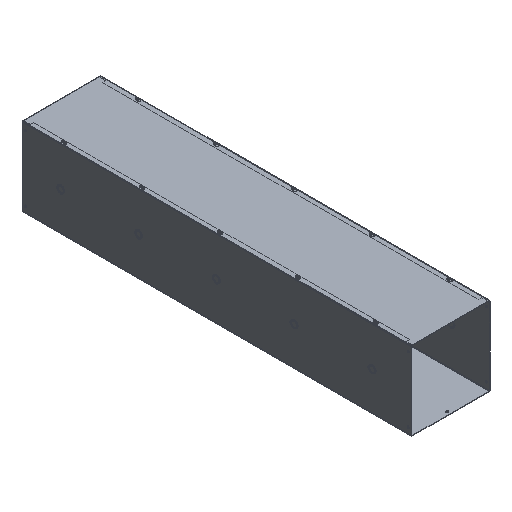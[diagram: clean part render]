
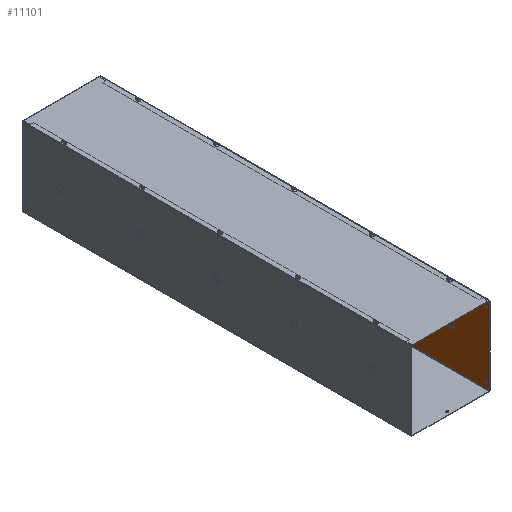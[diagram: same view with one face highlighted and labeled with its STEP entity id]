
A CAD part, isometric view. The second image highlights one B-rep face of the part: STEP entity #11101.
In plain terms, the highlighted planar face has unit normal (-1, 0, 0).
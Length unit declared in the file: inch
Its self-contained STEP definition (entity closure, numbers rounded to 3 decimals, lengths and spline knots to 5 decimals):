
#560 = VERTEX_POINT ( 'NONE', #23130 ) ;
#837 = LINE ( 'NONE', #19621, #26713 ) ;
#906 = VERTEX_POINT ( 'NONE', #20882 ) ;
#1119 = ORIENTED_EDGE ( 'NONE', *, *, #16039, .F. ) ;
#1169 = CARTESIAN_POINT ( 'NONE',  ( 6., 29.5, 1.133 ) ) ;
#1476 = AXIS2_PLACEMENT_3D ( 'NONE', #6839, #12648, #8779 ) ;
#1500 = CARTESIAN_POINT ( 'NONE',  ( 6., -30., 0.108 ) ) ;
#2125 = CARTESIAN_POINT ( 'NONE',  ( 6., -30., 11.964 ) ) ;
#2350 = ORIENTED_EDGE ( 'NONE', *, *, #7050, .T. ) ;
#2660 = FACE_BOUND ( 'NONE', #26441, .T. ) ;
#2734 = CARTESIAN_POINT ( 'NONE',  ( 6., 29.5, 11.072 ) ) ;
#2765 = CARTESIAN_POINT ( 'NONE',  ( 6., 30., 11.964 ) ) ;
#2801 = EDGE_CURVE ( 'NONE', #16303, #10215, #20760, .T. ) ;
#2884 = VERTEX_POINT ( 'NONE', #10566 ) ;
#2888 = DIRECTION ( 'NONE',  ( 0., 0., -1. ) ) ;
#3315 = DIRECTION ( 'NONE',  ( 0., -1., 0. ) ) ;
#3485 = CARTESIAN_POINT ( 'NONE',  ( 6., -29.5, 1.133 ) ) ;
#3494 = ORIENTED_EDGE ( 'NONE', *, *, #7071, .F. ) ;
#3907 = DIRECTION ( 'NONE',  ( 0., -1., 0. ) ) ;
#4114 = CIRCLE ( 'NONE', #1476, 0.133 ) ;
#4364 = EDGE_CURVE ( 'NONE', #9396, #8211, #837, .T. ) ;
#4429 = ORIENTED_EDGE ( 'NONE', *, *, #20334, .F. ) ;
#5059 = VECTOR ( 'NONE', #3907, 39.37008 ) ;
#5442 = VERTEX_POINT ( 'NONE', #3485 ) ;
#6030 = AXIS2_PLACEMENT_3D ( 'NONE', #19370, #8759, #17696 ) ;
#6073 = VECTOR ( 'NONE', #7309, 39.37008 ) ;
#6077 = CIRCLE ( 'NONE', #10509, 0.133 ) ;
#6627 = CARTESIAN_POINT ( 'NONE',  ( 6., 29.5, 11.205 ) ) ;
#6839 = CARTESIAN_POINT ( 'NONE',  ( 6., -29.5, 1. ) ) ;
#7050 = EDGE_CURVE ( 'NONE', #16303, #9396, #17784, .T. ) ;
#7071 = EDGE_CURVE ( 'NONE', #16248, #13385, #12249, .T. ) ;
#7228 = CIRCLE ( 'NONE', #23096, 0.133 ) ;
#7309 = DIRECTION ( 'NONE',  ( 0., 0., -1. ) ) ;
#7722 = DIRECTION ( 'NONE',  ( -1., 0., 0. ) ) ;
#8123 = CIRCLE ( 'NONE', #14751, 0.133 ) ;
#8211 = VERTEX_POINT ( 'NONE', #1500 ) ;
#8506 = EDGE_CURVE ( 'NONE', #24623, #2884, #6077, .T. ) ;
#8759 = DIRECTION ( 'NONE',  ( 1., 0., 0. ) ) ;
#8779 = DIRECTION ( 'NONE',  ( 0., 0., -1. ) ) ;
#9043 = VERTEX_POINT ( 'NONE', #1169 ) ;
#9253 = CARTESIAN_POINT ( 'NONE',  ( 6., 30., 0.072 ) ) ;
#9325 = DIRECTION ( 'NONE',  ( 0., 0., 1. ) ) ;
#9344 = EDGE_LOOP ( 'NONE', ( #2350, #20994, #21288, #16305 ) ) ;
#9396 = VERTEX_POINT ( 'NONE', #24839 ) ;
#9605 = DIRECTION ( 'NONE',  ( -1., 0., 0. ) ) ;
#9658 = ORIENTED_EDGE ( 'NONE', *, *, #20066, .F. ) ;
#9964 = CARTESIAN_POINT ( 'NONE',  ( 6., -30., 11.964 ) ) ;
#10215 = VERTEX_POINT ( 'NONE', #9964 ) ;
#10509 = AXIS2_PLACEMENT_3D ( 'NONE', #2734, #19585, #15447 ) ;
#10566 = CARTESIAN_POINT ( 'NONE',  ( 6., 29.5, 10.939 ) ) ;
#11101 = ADVANCED_FACE ( 'NONE', ( #25721, #21602, #11231, #2660, #15094 ), #15243, .F. ) ;
#11231 = FACE_BOUND ( 'NONE', #16361, .T. ) ;
#12249 = CIRCLE ( 'NONE', #25936, 0.133 ) ;
#12335 = ORIENTED_EDGE ( 'NONE', *, *, #21238, .F. ) ;
#12500 = AXIS2_PLACEMENT_3D ( 'NONE', #14607, #7722, #14192 ) ;
#12648 = DIRECTION ( 'NONE',  ( -1., 0., 0. ) ) ;
#13297 = CARTESIAN_POINT ( 'NONE',  ( 6., -29.5, 10.939 ) ) ;
#13385 = VERTEX_POINT ( 'NONE', #13297 ) ;
#14133 = ORIENTED_EDGE ( 'NONE', *, *, #8506, .F. ) ;
#14192 = DIRECTION ( 'NONE',  ( 0., 0., -1. ) ) ;
#14607 = CARTESIAN_POINT ( 'NONE',  ( 6., -29.5, 1. ) ) ;
#14751 = AXIS2_PLACEMENT_3D ( 'NONE', #22053, #19301, #16108 ) ;
#14793 = DIRECTION ( 'NONE',  ( 0., 0., -1. ) ) ;
#14932 = CARTESIAN_POINT ( 'NONE',  ( 6., -29.5, 11.072 ) ) ;
#15094 = FACE_BOUND ( 'NONE', #22835, .T. ) ;
#15243 = PLANE ( 'NONE',  #6030 ) ;
#15447 = DIRECTION ( 'NONE',  ( 0., 0., -1. ) ) ;
#15551 = CARTESIAN_POINT ( 'NONE',  ( 6., 29.5, 1. ) ) ;
#15736 = CARTESIAN_POINT ( 'NONE',  ( 6., -29.5, 11.072 ) ) ;
#16039 = EDGE_CURVE ( 'NONE', #13385, #16248, #24313, .T. ) ;
#16108 = DIRECTION ( 'NONE',  ( 0., 0., -1. ) ) ;
#16248 = VERTEX_POINT ( 'NONE', #19341 ) ;
#16303 = VERTEX_POINT ( 'NONE', #2765 ) ;
#16305 = ORIENTED_EDGE ( 'NONE', *, *, #2801, .F. ) ;
#16343 = DIRECTION ( 'NONE',  ( 0., 0., -1. ) ) ;
#16361 = EDGE_LOOP ( 'NONE', ( #4429, #25895 ) ) ;
#16587 = DIRECTION ( 'NONE',  ( -1., 0., 0. ) ) ;
#16743 = ORIENTED_EDGE ( 'NONE', *, *, #17453, .F. ) ;
#17284 = EDGE_CURVE ( 'NONE', #5442, #560, #26167, .T. ) ;
#17453 = EDGE_CURVE ( 'NONE', #906, #9043, #7228, .T. ) ;
#17696 = DIRECTION ( 'NONE',  ( 0., 0., -1. ) ) ;
#17784 = LINE ( 'NONE', #9253, #6073 ) ;
#19301 = DIRECTION ( 'NONE',  ( -1., 0., 0. ) ) ;
#19341 = CARTESIAN_POINT ( 'NONE',  ( 6., -29.5, 11.205 ) ) ;
#19370 = CARTESIAN_POINT ( 'NONE',  ( 6., -30., 0.0625 ) ) ;
#19538 = CIRCLE ( 'NONE', #24812, 0.133 ) ;
#19585 = DIRECTION ( 'NONE',  ( -1., 0., 0. ) ) ;
#19621 = CARTESIAN_POINT ( 'NONE',  ( 6., 30., 0.108 ) ) ;
#19901 = AXIS2_PLACEMENT_3D ( 'NONE', #14932, #16587, #14793 ) ;
#20066 = EDGE_CURVE ( 'NONE', #9043, #906, #19538, .T. ) ;
#20231 = CARTESIAN_POINT ( 'NONE',  ( 6., 29.5, 1. ) ) ;
#20334 = EDGE_CURVE ( 'NONE', #560, #5442, #4114, .T. ) ;
#20760 = LINE ( 'NONE', #2125, #5059 ) ;
#20882 = CARTESIAN_POINT ( 'NONE',  ( 6., 29.5, 0.867 ) ) ;
#20994 = ORIENTED_EDGE ( 'NONE', *, *, #4364, .T. ) ;
#21238 = EDGE_CURVE ( 'NONE', #2884, #24623, #8123, .T. ) ;
#21288 = ORIENTED_EDGE ( 'NONE', *, *, #22553, .T. ) ;
#21602 = FACE_BOUND ( 'NONE', #25384, .T. ) ;
#21904 = LINE ( 'NONE', #25760, #22952 ) ;
#22053 = CARTESIAN_POINT ( 'NONE',  ( 6., 29.5, 11.072 ) ) ;
#22553 = EDGE_CURVE ( 'NONE', #8211, #10215, #21904, .T. ) ;
#22835 = EDGE_LOOP ( 'NONE', ( #16743, #9658 ) ) ;
#22952 = VECTOR ( 'NONE', #9325, 39.37008 ) ;
#23096 = AXIS2_PLACEMENT_3D ( 'NONE', #20231, #9605, #16343 ) ;
#23130 = CARTESIAN_POINT ( 'NONE',  ( 6., -29.5, 0.867 ) ) ;
#23972 = DIRECTION ( 'NONE',  ( 0., 0., -1. ) ) ;
#24240 = DIRECTION ( 'NONE',  ( -1., 0., 0. ) ) ;
#24313 = CIRCLE ( 'NONE', #19901, 0.133 ) ;
#24623 = VERTEX_POINT ( 'NONE', #6627 ) ;
#24812 = AXIS2_PLACEMENT_3D ( 'NONE', #15551, #24240, #23972 ) ;
#24839 = CARTESIAN_POINT ( 'NONE',  ( 6., 30., 0.108 ) ) ;
#25384 = EDGE_LOOP ( 'NONE', ( #1119, #3494 ) ) ;
#25572 = DIRECTION ( 'NONE',  ( -1., 0., 0. ) ) ;
#25721 = FACE_OUTER_BOUND ( 'NONE', #9344, .T. ) ;
#25760 = CARTESIAN_POINT ( 'NONE',  ( 6., -30., 0.072 ) ) ;
#25895 = ORIENTED_EDGE ( 'NONE', *, *, #17284, .F. ) ;
#25936 = AXIS2_PLACEMENT_3D ( 'NONE', #15736, #25572, #2888 ) ;
#26167 = CIRCLE ( 'NONE', #12500, 0.133 ) ;
#26441 = EDGE_LOOP ( 'NONE', ( #12335, #14133 ) ) ;
#26713 = VECTOR ( 'NONE', #3315, 39.37008 ) ;
